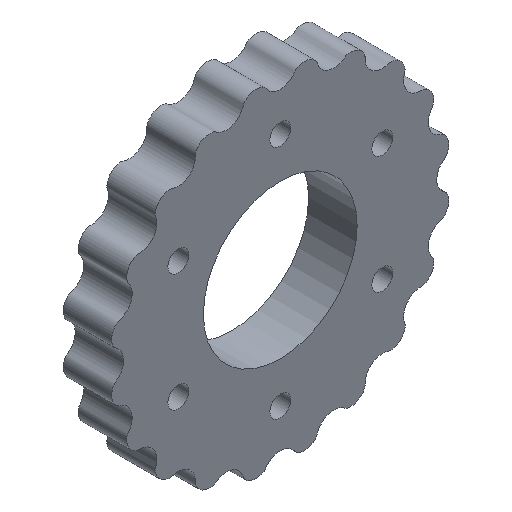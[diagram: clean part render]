
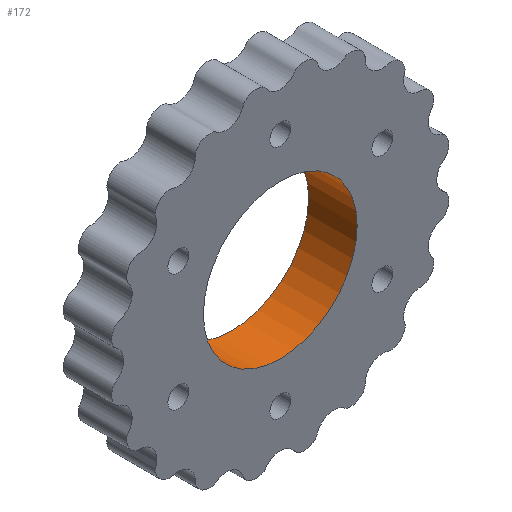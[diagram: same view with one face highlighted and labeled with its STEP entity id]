
A CAD part, isometric view. The second image highlights one B-rep face of the part: STEP entity #172.
In plain terms, the highlighted cylindrical face has radius 11.1 mm (diameter 22.2 mm), a full revolution.
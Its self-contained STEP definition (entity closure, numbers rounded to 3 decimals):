
#22=FACE_BOUND('',#54,.T.);
#43=FACE_OUTER_BOUND('',#53,.T.);
#53=EDGE_LOOP('',(#131));
#54=EDGE_LOOP('',(#132));
#84=CIRCLE('',#203,11.1);
#85=CIRCLE('',#204,11.1);
#98=VERTEX_POINT('',#276);
#99=VERTEX_POINT('',#278);
#114=EDGE_CURVE('',#98,#98,#84,.T.);
#115=EDGE_CURVE('',#99,#99,#85,.T.);
#131=ORIENTED_EDGE('',*,*,#114,.F.);
#132=ORIENTED_EDGE('',*,*,#115,.F.);
#165=CYLINDRICAL_SURFACE('',#202,11.1);
#172=ADVANCED_FACE('',(#43,#22),#165,.F.);
#202=AXIS2_PLACEMENT_3D('',#275,#227,#228);
#203=AXIS2_PLACEMENT_3D('',#277,#229,#230);
#204=AXIS2_PLACEMENT_3D('',#279,#231,#232);
#227=DIRECTION('center_axis',(0.,1.,0.));
#228=DIRECTION('ref_axis',(-1.,0.,0.));
#229=DIRECTION('center_axis',(0.,-1.,0.));
#230=DIRECTION('ref_axis',(-1.,0.,0.));
#231=DIRECTION('center_axis',(0.,1.,0.));
#232=DIRECTION('ref_axis',(-1.,0.,0.));
#275=CARTESIAN_POINT('Origin',(0.,0.,0.));
#276=CARTESIAN_POINT('',(11.1,7.,0.));
#277=CARTESIAN_POINT('Origin',(0.,7.,0.));
#278=CARTESIAN_POINT('',(11.1,0.,0.));
#279=CARTESIAN_POINT('Origin',(0.,0.,0.));
